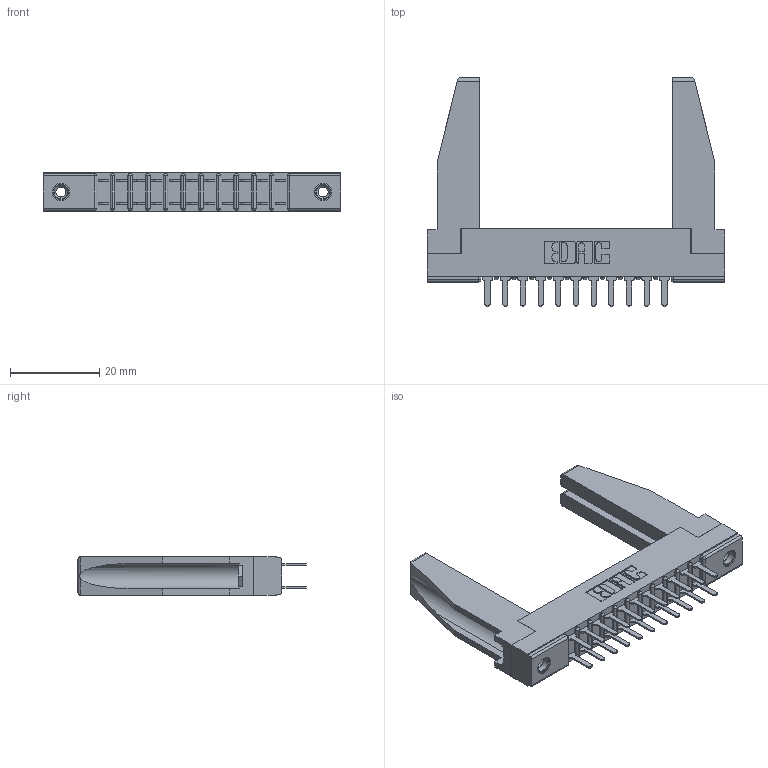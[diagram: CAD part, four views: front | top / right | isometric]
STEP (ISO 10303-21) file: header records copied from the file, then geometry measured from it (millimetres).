
FILE_DESCRIPTION (( 'STEP AP203' ), '1' );
FILE_NAME ('357-022-420-278.STEP', '2020-10-02T23:04:55', ( '' ), ( '' ), 'SwSTEP 2.0', 'SolidWorks 2020', '' );
FILE_SCHEMA (( 'CONFIG_CONTROL_DESIGN' ));
Length unit declared in the file: inch
Products named in the file (5): 307-220-078; 345-250-001_345-250-001-102; 307 Part_.156 Dia Mounting Holes; 307-290-001_520; 357-022-420-278
Assembly tree (27 placements, depth 2):
  357-022-420-278
    307 Part_.156 Dia Mounting Holes
    307-290-001_520  x22
    307-220-078  x2
    345-250-001_345-250-001-102  x2
Bounding box: 66.6 x 51.13 x 8.71 mm (x, y, z)
Volume: 8367 mm3; surface area: 11035.7 mm2
Topology: 27 solids, 27 shells, 1272 faces, 3513 edges, 2270 vertices
Faces by surface type: plane 836, cylinder 396, sphere 24, cone 12, torus 4
Entity records: 16011 total; most frequent: CARTESIAN_POINT 2637, ORIENTED_EDGE 2568, DIRECTION 2550, EDGE_CURVE 1284, VECTOR 976, LINE 976, VERTEX_POINT 832, AXIS2_PLACEMENT_3D 787
